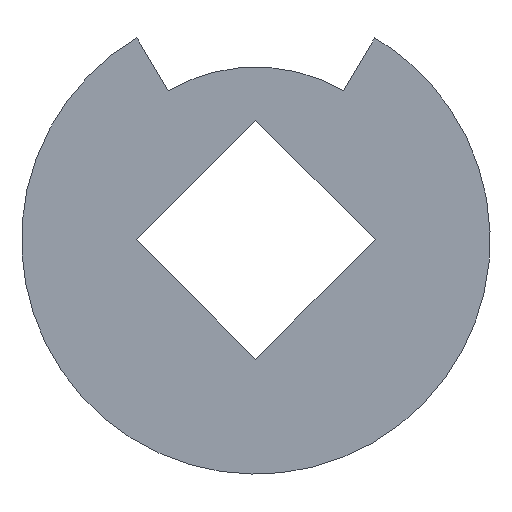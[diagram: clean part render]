
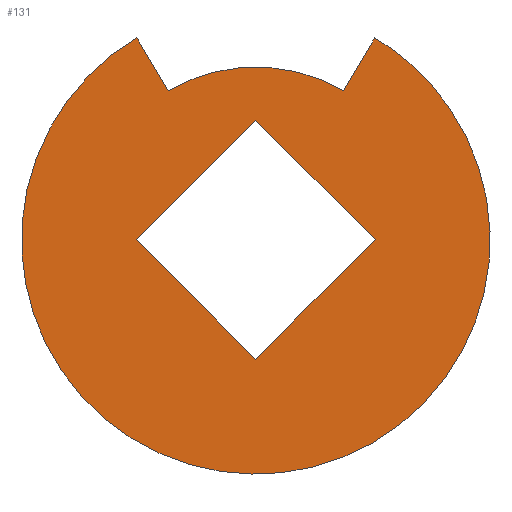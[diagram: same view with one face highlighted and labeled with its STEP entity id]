
A CAD part, front view. The second image highlights one B-rep face of the part: STEP entity #131.
In plain terms, the highlighted free-form (B-spline) face has degree [1, 1] with [2, 2] control points.
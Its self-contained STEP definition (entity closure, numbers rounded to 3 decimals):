
#44=CARTESIAN_POINT('',(-12.374,0.0,10.739));
#45=CARTESIAN_POINT('',(12.374,0.0,10.739));
#46=CARTESIAN_POINT('',(-12.374,0.0,-12.296));
#47=CARTESIAN_POINT('',(12.374,0.0,-12.296));
#48=B_SPLINE_SURFACE_WITH_KNOTS('',1,1,((#44,#46),(#45,#47)),.UNSPECIFIED.,.F.,.F.,.U.,(2,2),(2,2),(0.0,24.748),(0.0,23.036),.UNSPECIFIED.);
#49=CARTESIAN_POINT('',(-5.71,0.0,9.693));
#50=VERTEX_POINT('',#49);
#51=CARTESIAN_POINT('',(5.71,0.0,9.693));
#52=VERTEX_POINT('',#51);
#53=CARTESIAN_POINT('',(-5.71,0.0,9.693));
#54=CARTESIAN_POINT('',(-13.114,0.0,5.332));
#55=CARTESIAN_POINT('',(-10.854,0.0,-2.959));
#56=CARTESIAN_POINT('',(-8.593,0.0,-11.25));
#57=CARTESIAN_POINT('',(0.,0.0,-11.25));
#58=CARTESIAN_POINT('',(8.593,0.0,-11.25));
#59=CARTESIAN_POINT('',(10.854,0.0,-2.959));
#60=CARTESIAN_POINT('',(13.114,0.0,5.332));
#61=CARTESIAN_POINT('',(5.71,0.0,9.693));
#69=(BOUNDED_CURVE()B_SPLINE_CURVE(2,(#53,#54,#55,#56,#57,#58,#59,#60,#61),.UNSPECIFIED.,.F.,.U.)B_SPLINE_CURVE_WITH_KNOTS((3,2,2,2,3),(0.0,0.25,0.5,0.75,1.0),.UNSPECIFIED.)CURVE()GEOMETRIC_REPRESENTATION_ITEM()RATIONAL_B_SPLINE_CURVE((1.0,0.795,1.0,0.795,1.0,0.795,1.0,0.795,1.0))REPRESENTATION_ITEM(''));
#70=EDGE_CURVE('',#50,#52,#69,.T.);
#71=ORIENTED_EDGE('',*,*,#70,.T.);
#72=CARTESIAN_POINT('',(4.213,0.0,7.152));
#73=VERTEX_POINT('',#72);
#74=CARTESIAN_POINT('',(5.71,0.0,9.693));
#75=CARTESIAN_POINT('',(4.213,0.0,7.152));
#76=QUASI_UNIFORM_CURVE('',1,(#74,#75),.UNSPECIFIED.,.F.,.U.);
#77=EDGE_CURVE('',#52,#73,#76,.T.);
#78=ORIENTED_EDGE('',*,*,#77,.T.);
#79=CARTESIAN_POINT('',(-4.213,0.0,7.152));
#80=VERTEX_POINT('',#79);
#81=CARTESIAN_POINT('',(4.213,0.0,7.152));
#82=CARTESIAN_POINT('',(0.,0.0,9.633));
#83=CARTESIAN_POINT('',(-4.213,0.0,7.152));
#91=(BOUNDED_CURVE()B_SPLINE_CURVE(2,(#81,#82,#83),.UNSPECIFIED.,.F.,.U.)CURVE()GEOMETRIC_REPRESENTATION_ITEM()QUASI_UNIFORM_CURVE()RATIONAL_B_SPLINE_CURVE((1.0,0.862,1.0))REPRESENTATION_ITEM(''));
#92=EDGE_CURVE('',#73,#80,#91,.T.);
#93=ORIENTED_EDGE('',*,*,#92,.T.);
#94=CARTESIAN_POINT('',(-4.213,0.0,7.152));
#95=CARTESIAN_POINT('',(-5.71,0.0,9.693));
#96=QUASI_UNIFORM_CURVE('',1,(#94,#95),.UNSPECIFIED.,.F.,.U.);
#97=EDGE_CURVE('',#80,#50,#96,.T.);
#98=ORIENTED_EDGE('',*,*,#97,.T.);
#99=EDGE_LOOP('',(#71,#78,#93,#98));
#100=FACE_OUTER_BOUND('',#99,.T.);
#101=CARTESIAN_POINT('',(0.,0.0,-5.728));
#102=VERTEX_POINT('',#101);
#103=CARTESIAN_POINT('',(5.728,0.0,0.));
#104=VERTEX_POINT('',#103);
#105=CARTESIAN_POINT('',(0.,0.0,-5.728));
#106=CARTESIAN_POINT('',(5.728,0.0,0.));
#107=QUASI_UNIFORM_CURVE('',1,(#105,#106),.UNSPECIFIED.,.F.,.U.);
#108=EDGE_CURVE('',#102,#104,#107,.T.);
#109=ORIENTED_EDGE('',*,*,#108,.F.);
#110=CARTESIAN_POINT('',(-5.728,0.0,0.));
#111=VERTEX_POINT('',#110);
#112=CARTESIAN_POINT('',(-5.728,0.0,0.));
#113=CARTESIAN_POINT('',(0.,0.0,-5.728));
#114=QUASI_UNIFORM_CURVE('',1,(#112,#113),.UNSPECIFIED.,.F.,.U.);
#115=EDGE_CURVE('',#111,#102,#114,.T.);
#116=ORIENTED_EDGE('',*,*,#115,.F.);
#117=CARTESIAN_POINT('',(0.,0.0,5.728));
#118=VERTEX_POINT('',#117);
#119=CARTESIAN_POINT('',(0.,0.0,5.728));
#120=CARTESIAN_POINT('',(-5.728,0.0,0.));
#121=QUASI_UNIFORM_CURVE('',1,(#119,#120),.UNSPECIFIED.,.F.,.U.);
#122=EDGE_CURVE('',#118,#111,#121,.T.);
#123=ORIENTED_EDGE('',*,*,#122,.F.);
#124=CARTESIAN_POINT('',(5.728,0.0,0.));
#125=CARTESIAN_POINT('',(0.,0.0,5.728));
#126=QUASI_UNIFORM_CURVE('',1,(#124,#125),.UNSPECIFIED.,.F.,.U.);
#127=EDGE_CURVE('',#104,#118,#126,.T.);
#128=ORIENTED_EDGE('',*,*,#127,.F.);
#129=EDGE_LOOP('',(#109,#116,#123,#128));
#130=FACE_BOUND('',#129,.T.);
#131=ADVANCED_FACE('',(#100,#130),#48,.F.);
